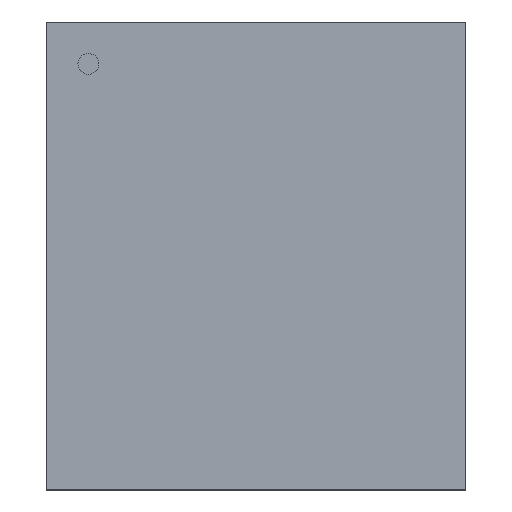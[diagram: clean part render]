
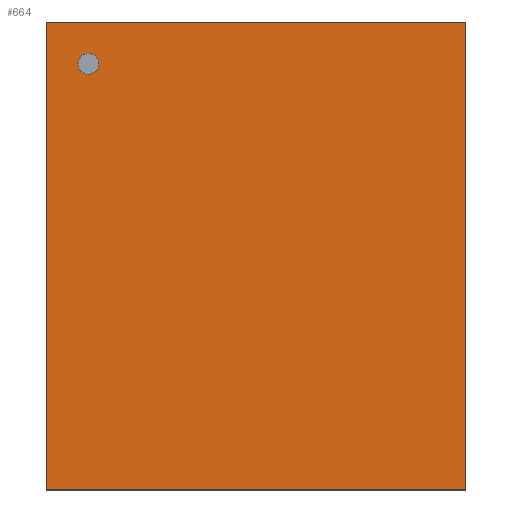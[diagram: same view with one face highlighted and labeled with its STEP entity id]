
A CAD part, top view. The second image highlights one B-rep face of the part: STEP entity #664.
In plain terms, the highlighted planar face has unit normal (0, 0, 1).
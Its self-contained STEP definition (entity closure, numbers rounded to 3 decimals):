
#440=CARTESIAN_POINT('',(0.876,-0.978,0.635));
#439=VERTEX_POINT('',#440);
#450=CARTESIAN_POINT('',(-0.876,-0.978,0.635));
#449=VERTEX_POINT('',#450);
#448=EDGE_CURVE('',#449,#439,#453,.T.);
#453=LINE('',#450,#455);
#455=VECTOR('',#456,1.753);
#456=DIRECTION('',(1.0,0.0,0.0));
#489=CARTESIAN_POINT('',(0.876,0.978,0.635));
#488=VERTEX_POINT('',#489);
#497=EDGE_CURVE('',#439,#488,#502,.T.);
#502=LINE('',#440,#504);
#504=VECTOR('',#505,1.956);
#505=DIRECTION('',(0.0,1.0,0.0));
#538=CARTESIAN_POINT('',(-0.876,0.978,0.635));
#537=VERTEX_POINT('',#538);
#546=EDGE_CURVE('',#488,#537,#551,.T.);
#551=LINE('',#489,#553);
#553=VECTOR('',#554,1.753);
#554=DIRECTION('',(-1.0,0.0,0.0));
#595=EDGE_CURVE('',#537,#449,#600,.T.);
#600=LINE('',#538,#602);
#602=VECTOR('',#603,1.956);
#603=DIRECTION('',(0.0,-1.0,0.0));
#664=ADVANCED_FACE('',(#670),#665,.T.);
#665=PLANE('',#666);
#666=AXIS2_PLACEMENT_3D('',#667,#668,#669);
#667=CARTESIAN_POINT('',(-0.876,-0.978,0.635));
#668=DIRECTION('',(0.0,0.0,1.0));
#669=DIRECTION('',(0.,1.,0.));
#670=FACE_OUTER_BOUND('',#671,.T.);
#671=EDGE_LOOP('',(#672,#682,#692,#702));
#672=ORIENTED_EDGE('',*,*,#448,.T.);
#682=ORIENTED_EDGE('',*,*,#497,.T.);
#692=ORIENTED_EDGE('',*,*,#546,.T.);
#702=ORIENTED_EDGE('',*,*,#595,.T.);
